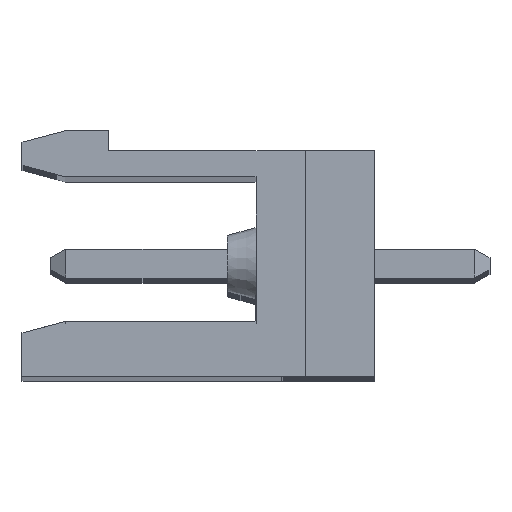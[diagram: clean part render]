
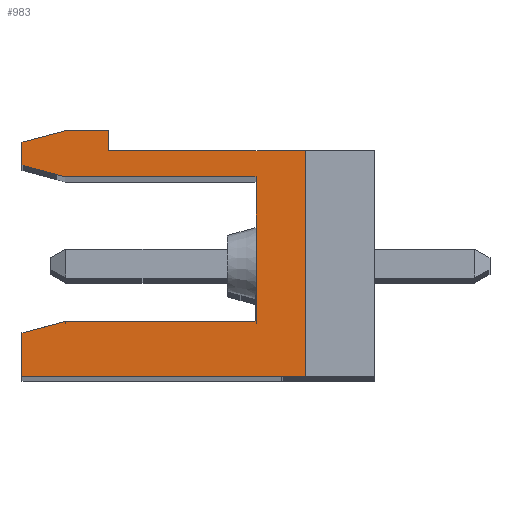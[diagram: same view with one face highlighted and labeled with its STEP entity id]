
A CAD part, top view. The second image highlights one B-rep face of the part: STEP entity #983.
In plain terms, the highlighted planar face has unit normal (0, 0, 1).
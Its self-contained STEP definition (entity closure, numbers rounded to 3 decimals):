
#983 = ADVANCED_FACE( '', ( #2652 ), #2653, .F. );
#2652 = FACE_OUTER_BOUND( '', #5064, .T. );
#2653 = PLANE( '', #5065 );
#5064 = EDGE_LOOP( '', ( #7941, #7942, #7943, #7944, #7945, #7946, #7947, #7948, #7949, #7950, #7951, #7952, #7953 ) );
#5065 = AXIS2_PLACEMENT_3D( '', #7954, #7955, #7956 );
#7941 = ORIENTED_EDGE( '', *, *, #14579, .T. );
#7942 = ORIENTED_EDGE( '', *, *, #14580, .T. );
#7943 = ORIENTED_EDGE( '', *, *, #14581, .F. );
#7944 = ORIENTED_EDGE( '', *, *, #14582, .T. );
#7945 = ORIENTED_EDGE( '', *, *, #14583, .F. );
#7946 = ORIENTED_EDGE( '', *, *, #14584, .F. );
#7947 = ORIENTED_EDGE( '', *, *, #14352, .F. );
#7948 = ORIENTED_EDGE( '', *, *, #14585, .F. );
#7949 = ORIENTED_EDGE( '', *, *, #14586, .F. );
#7950 = ORIENTED_EDGE( '', *, *, #14505, .F. );
#7951 = ORIENTED_EDGE( '', *, *, #14587, .F. );
#7952 = ORIENTED_EDGE( '', *, *, #14588, .F. );
#7953 = ORIENTED_EDGE( '', *, *, #14589, .T. );
#7954 = CARTESIAN_POINT( '', ( 336.953, 140.526, -14.12 ) );
#7955 = DIRECTION( '', ( 0., 0., -1. ) );
#7956 = DIRECTION( '', ( 0., -1., 0. ) );
#14352 = EDGE_CURVE( '', #17226, #17229, #17230, .T. );
#14505 = EDGE_CURVE( '', #17486, #17481, #17488, .T. );
#14579 = EDGE_CURVE( '', #17614, #17615, #17616, .T. );
#14580 = EDGE_CURVE( '', #17615, #17617, #17618, .T. );
#14581 = EDGE_CURVE( '', #17619, #17617, #17620, .T. );
#14582 = EDGE_CURVE( '', #17619, #17621, #17622, .T. );
#14583 = EDGE_CURVE( '', #17623, #17621, #17624, .T. );
#14584 = EDGE_CURVE( '', #17229, #17623, #17625, .T. );
#14585 = EDGE_CURVE( '', #17626, #17226, #17627, .T. );
#14586 = EDGE_CURVE( '', #17481, #17626, #17628, .T. );
#14587 = EDGE_CURVE( '', #17629, #17486, #17630, .T. );
#14588 = EDGE_CURVE( '', #17631, #17629, #17632, .T. );
#14589 = EDGE_CURVE( '', #17631, #17614, #17633, .T. );
#17226 = VERTEX_POINT( '', #21327 );
#17229 = VERTEX_POINT( '', #21331 );
#17230 = LINE( '', #21332, #21333 );
#17481 = VERTEX_POINT( '', #21693 );
#17486 = VERTEX_POINT( '', #21700 );
#17488 = LINE( '', #21703, #21704 );
#17614 = VERTEX_POINT( '', #21893 );
#17615 = VERTEX_POINT( '', #21894 );
#17616 = LINE( '', #21895, #21896 );
#17617 = VERTEX_POINT( '', #21897 );
#17618 = LINE( '', #21898, #21899 );
#17619 = VERTEX_POINT( '', #21900 );
#17620 = LINE( '', #21901, #21902 );
#17621 = VERTEX_POINT( '', #21903 );
#17622 = LINE( '', #21904, #21905 );
#17623 = VERTEX_POINT( '', #21906 );
#17624 = LINE( '', #21907, #21908 );
#17625 = LINE( '', #21909, #21910 );
#17626 = VERTEX_POINT( '', #21911 );
#17627 = LINE( '', #21912, #21913 );
#17628 = LINE( '', #21914, #21915 );
#17629 = VERTEX_POINT( '', #21916 );
#17630 = LINE( '', #21917, #21918 );
#17631 = VERTEX_POINT( '', #21919 );
#17632 = LINE( '', #21920, #21921 );
#17633 = LINE( '', #21922, #21923 );
#21327 = CARTESIAN_POINT( '', ( 343.953, 139.726, -14.12 ) );
#21331 = CARTESIAN_POINT( '', ( 343.953, 131.926, -14.12 ) );
#21332 = CARTESIAN_POINT( '', ( 343.953, 131.926, -14.12 ) );
#21333 = VECTOR( '', #26757, 1000. );
#21693 = CARTESIAN_POINT( '', ( 337.153, 140.426, -14.12 ) );
#21700 = CARTESIAN_POINT( '', ( 335.646, 140.426, -14.12 ) );
#21703 = CARTESIAN_POINT( '', ( 337.153, 140.426, -14.12 ) );
#21704 = VECTOR( '', #26894, 1000. );
#21893 = CARTESIAN_POINT( '', ( 335.646, 138.826, -14.12 ) );
#21894 = CARTESIAN_POINT( '', ( 342.253, 138.826, -14.12 ) );
#21895 = CARTESIAN_POINT( '', ( 336.953, 138.826, -14.12 ) );
#21896 = VECTOR( '', #26955, 1000. );
#21897 = CARTESIAN_POINT( '', ( 342.253, 133.826, -14.12 ) );
#21898 = CARTESIAN_POINT( '', ( 342.253, 140.526, -14.12 ) );
#21899 = VECTOR( '', #26956, 1000. );
#21900 = CARTESIAN_POINT( '', ( 335.653, 133.826, -14.12 ) );
#21901 = CARTESIAN_POINT( '', ( 336.953, 133.826, -14.12 ) );
#21902 = VECTOR( '', #26957, 1000. );
#21903 = CARTESIAN_POINT( '', ( 334.153, 133.424, -14.12 ) );
#21904 = CARTESIAN_POINT( '', ( 334.153, 133.424, -14.12 ) );
#21905 = VECTOR( '', #26958, 1000. );
#21906 = CARTESIAN_POINT( '', ( 334.153, 131.926, -14.12 ) );
#21907 = CARTESIAN_POINT( '', ( 334.153, 140.126, -14.12 ) );
#21908 = VECTOR( '', #26959, 1000. );
#21909 = CARTESIAN_POINT( '', ( 333.953, 131.926, -14.12 ) );
#21910 = VECTOR( '', #26960, 1000. );
#21911 = CARTESIAN_POINT( '', ( 337.153, 139.726, -14.12 ) );
#21912 = CARTESIAN_POINT( '', ( 343.753, 139.726, -14.12 ) );
#21913 = VECTOR( '', #26961, 1000. );
#21914 = CARTESIAN_POINT( '', ( 337.153, 140.026, -14.12 ) );
#21915 = VECTOR( '', #26962, 1000. );
#21916 = CARTESIAN_POINT( '', ( 334.153, 140.026, -14.12 ) );
#21917 = CARTESIAN_POINT( '', ( 335.646, 140.426, -14.12 ) );
#21918 = VECTOR( '', #26963, 1000. );
#21919 = CARTESIAN_POINT( '', ( 334.153, 139.226, -14.12 ) );
#21920 = CARTESIAN_POINT( '', ( 334.153, 140.126, -14.12 ) );
#21921 = VECTOR( '', #26964, 1000. );
#21922 = CARTESIAN_POINT( '', ( 336.44, 138.613, -14.12 ) );
#21923 = VECTOR( '', #26965, 1000. );
#26757 = DIRECTION( '', ( 0., -1., 0. ) );
#26894 = DIRECTION( '', ( 1., 0., 0. ) );
#26955 = DIRECTION( '', ( 1., 0., 0. ) );
#26956 = DIRECTION( '', ( 0., -1., 0. ) );
#26957 = DIRECTION( '', ( 1., 0., 0. ) );
#26958 = DIRECTION( '', ( -0.966, -0.259, 0. ) );
#26959 = DIRECTION( '', ( 0., 1., 0. ) );
#26960 = DIRECTION( '', ( -1., 0., 0. ) );
#26961 = DIRECTION( '', ( 1., 0., 0. ) );
#26962 = DIRECTION( '', ( 0., -1., 0. ) );
#26963 = DIRECTION( '', ( 0.966, 0.259, 0. ) );
#26964 = DIRECTION( '', ( 0., 1., 0. ) );
#26965 = DIRECTION( '', ( 0.966, -0.259, 0. ) );
